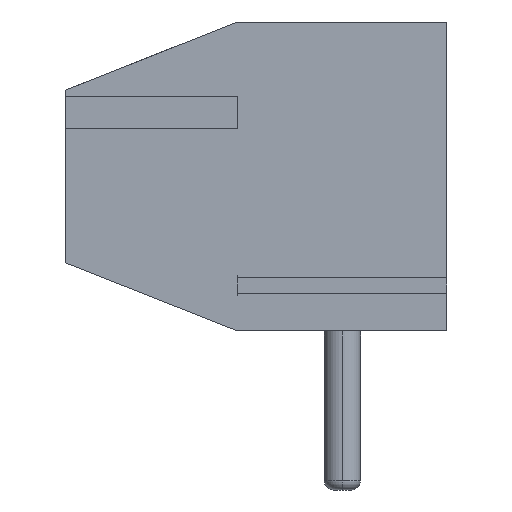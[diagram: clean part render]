
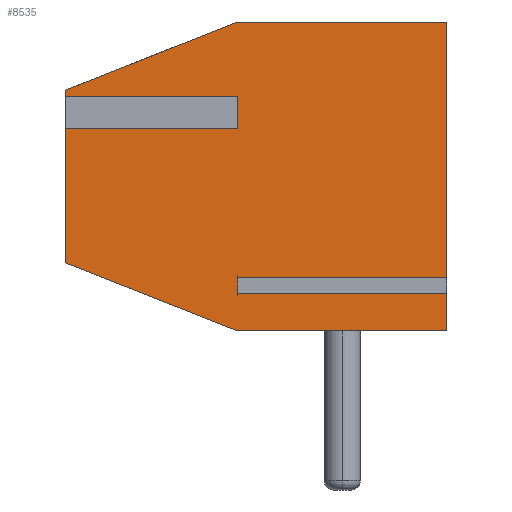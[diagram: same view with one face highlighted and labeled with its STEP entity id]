
A CAD part, left-side view. The second image highlights one B-rep face of the part: STEP entity #8535.
In plain terms, the highlighted planar face has unit normal (-1, 0, 0).
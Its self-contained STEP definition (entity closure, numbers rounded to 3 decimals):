
#112 = LINE ( 'NONE', #28786, #30153 ) ;
#434 = LINE ( 'NONE', #14762, #25273 ) ;
#488 = DIRECTION ( 'NONE',  ( 0., 0.93, 0.367 ) ) ;
#617 = ORIENTED_EDGE ( 'NONE', *, *, #12591, .T. ) ;
#703 = ORIENTED_EDGE ( 'NONE', *, *, #26672, .T. ) ;
#1286 = CARTESIAN_POINT ( 'NONE',  ( 0., 4.6, 0.832 ) ) ;
#1305 = ORIENTED_EDGE ( 'NONE', *, *, #24215, .T. ) ;
#1444 = VERTEX_POINT ( 'NONE', #41957 ) ;
#2260 = DIRECTION ( 'NONE',  ( 0., 0., -1. ) ) ;
#3124 = AXIS2_PLACEMENT_3D ( 'NONE', #30703, #6032, #2260 ) ;
#3430 = VERTEX_POINT ( 'NONE', #37500 ) ;
#4227 = LINE ( 'NONE', #32891, #14873 ) ;
#4646 = VERTEX_POINT ( 'NONE', #9049 ) ;
#4885 = ORIENTED_EDGE ( 'NONE', *, *, #26405, .F. ) ;
#5579 = ORIENTED_EDGE ( 'NONE', *, *, #32134, .F. ) ;
#5676 = CARTESIAN_POINT ( 'NONE',  ( 0., 0., 0. ) ) ;
#5750 = VECTOR ( 'NONE', #11437, 1000. ) ;
#6017 = VERTEX_POINT ( 'NONE', #29165 ) ;
#6032 = DIRECTION ( 'NONE',  ( 1., 0., 0. ) ) ;
#6246 = DIRECTION ( 'NONE',  ( 0., -1., 0. ) ) ;
#6287 = DIRECTION ( 'NONE',  ( 0., 0., 1. ) ) ;
#6643 = CARTESIAN_POINT ( 'NONE',  ( 0., 0., 6.8 ) ) ;
#6757 = CARTESIAN_POINT ( 'NONE',  ( 0., 0., 6.8 ) ) ;
#8535 = ADVANCED_FACE ( 'NONE', ( #34659 ), #19693, .F. ) ;
#8713 = VECTOR ( 'NONE', #42214, 1000. ) ;
#8772 = LINE ( 'NONE', #16039, #28826 ) ;
#8786 = VERTEX_POINT ( 'NONE', #5676 ) ;
#8798 = VERTEX_POINT ( 'NONE', #28727 ) ;
#9021 = EDGE_CURVE ( 'NONE', #29487, #3430, #112, .T. ) ;
#9049 = CARTESIAN_POINT ( 'NONE',  ( 0., 0., 0.832 ) ) ;
#9332 = CARTESIAN_POINT ( 'NONE',  ( 0., 4.6, 4.968 ) ) ;
#9800 = LINE ( 'NONE', #6757, #31324 ) ;
#10394 = VECTOR ( 'NONE', #6246, 1000. ) ;
#11094 = EDGE_CURVE ( 'NONE', #1444, #34296, #39813, .T. ) ;
#11437 = DIRECTION ( 'NONE',  ( 0., 0., 1. ) ) ;
#11525 = LINE ( 'NONE', #11977, #23513 ) ;
#11604 = DIRECTION ( 'NONE',  ( 0., 0., 1. ) ) ;
#11903 = ORIENTED_EDGE ( 'NONE', *, *, #45072, .F. ) ;
#11977 = CARTESIAN_POINT ( 'NONE',  ( 0., 8.4, 1.5 ) ) ;
#12591 = EDGE_CURVE ( 'NONE', #34296, #23433, #41989, .T. ) ;
#12605 = CARTESIAN_POINT ( 'NONE',  ( 0., 8.4, 0. ) ) ;
#12951 = VECTOR ( 'NONE', #11604, 1000. ) ;
#13413 = CARTESIAN_POINT ( 'NONE',  ( 0., 0., 6.8 ) ) ;
#14733 = CARTESIAN_POINT ( 'NONE',  ( 0., 8.4, 4.968 ) ) ;
#14762 = CARTESIAN_POINT ( 'NONE',  ( 0., 8.4, 6.8 ) ) ;
#14873 = VECTOR ( 'NONE', #27603, 1000. ) ;
#15204 = CARTESIAN_POINT ( 'NONE',  ( 0., 8.4, 1.5 ) ) ;
#15225 = CARTESIAN_POINT ( 'NONE',  ( 0., 4.6, 4.632 ) ) ;
#15385 = CARTESIAN_POINT ( 'NONE',  ( 0., 4.6, 6.8 ) ) ;
#16039 = CARTESIAN_POINT ( 'NONE',  ( 0., 8.4, 5.3 ) ) ;
#16420 = CARTESIAN_POINT ( 'NONE',  ( 0., 4.6, 4.968 ) ) ;
#17505 = VERTEX_POINT ( 'NONE', #40167 ) ;
#17897 = CARTESIAN_POINT ( 'NONE',  ( 0., 4.6, 1.168 ) ) ;
#18048 = DIRECTION ( 'NONE',  ( 0., -1., 0. ) ) ;
#18595 = LINE ( 'NONE', #32912, #38550 ) ;
#18620 = VECTOR ( 'NONE', #33649, 1000. ) ;
#19693 = PLANE ( 'NONE',  #3124 ) ;
#19759 = EDGE_CURVE ( 'NONE', #3430, #25725, #23534, .T. ) ;
#20666 = CARTESIAN_POINT ( 'NONE',  ( 0., 8.4, 4.632 ) ) ;
#21153 = ORIENTED_EDGE ( 'NONE', *, *, #29936, .T. ) ;
#21768 = EDGE_CURVE ( 'NONE', #24923, #23433, #41719, .T. ) ;
#23137 = EDGE_CURVE ( 'NONE', #34492, #24923, #18595, .T. ) ;
#23433 = VERTEX_POINT ( 'NONE', #15225 ) ;
#23513 = VECTOR ( 'NONE', #488, 1000. ) ;
#23534 = LINE ( 'NONE', #13413, #39578 ) ;
#24215 = EDGE_CURVE ( 'NONE', #8786, #4646, #9800, .T. ) ;
#24923 = VERTEX_POINT ( 'NONE', #36859 ) ;
#25273 = VECTOR ( 'NONE', #18048, 1000. ) ;
#25725 = VERTEX_POINT ( 'NONE', #6643 ) ;
#26229 = VECTOR ( 'NONE', #45462, 1000. ) ;
#26405 = EDGE_CURVE ( 'NONE', #17505, #4646, #4227, .T. ) ;
#26672 = EDGE_CURVE ( 'NONE', #8798, #8786, #41660, .T. ) ;
#27517 = ORIENTED_EDGE ( 'NONE', *, *, #19759, .T. ) ;
#27603 = DIRECTION ( 'NONE',  ( 0., -1., 0. ) ) ;
#28727 = CARTESIAN_POINT ( 'NONE',  ( 0., 4.6, 0. ) ) ;
#28786 = CARTESIAN_POINT ( 'NONE',  ( 0., 4.6, 1.168 ) ) ;
#28826 = VECTOR ( 'NONE', #39995, 1000. ) ;
#29051 = EDGE_CURVE ( 'NONE', #29287, #25725, #434, .T. ) ;
#29165 = CARTESIAN_POINT ( 'NONE',  ( 0., 8.4, 5.3 ) ) ;
#29287 = VERTEX_POINT ( 'NONE', #15385 ) ;
#29487 = VERTEX_POINT ( 'NONE', #17897 ) ;
#29913 = CARTESIAN_POINT ( 'NONE',  ( 0., 8.4, 6.8 ) ) ;
#29936 = EDGE_CURVE ( 'NONE', #17505, #29487, #43545, .T. ) ;
#30153 = VECTOR ( 'NONE', #43034, 1000. ) ;
#30555 = DIRECTION ( 'NONE',  ( 0., 0., 1. ) ) ;
#30703 = CARTESIAN_POINT ( 'NONE',  ( 0., 8.4, 6.8 ) ) ;
#31324 = VECTOR ( 'NONE', #6287, 1000. ) ;
#32134 = EDGE_CURVE ( 'NONE', #6017, #29287, #8772, .T. ) ;
#32891 = CARTESIAN_POINT ( 'NONE',  ( 0., 4.6, 0.832 ) ) ;
#32912 = CARTESIAN_POINT ( 'NONE',  ( 0., 8.4, 6.8 ) ) ;
#33649 = DIRECTION ( 'NONE',  ( 0., -1., 0. ) ) ;
#34296 = VERTEX_POINT ( 'NONE', #9332 ) ;
#34492 = VERTEX_POINT ( 'NONE', #15204 ) ;
#34659 = FACE_OUTER_BOUND ( 'NONE', #43039, .T. ) ;
#34857 = ORIENTED_EDGE ( 'NONE', *, *, #23137, .F. ) ;
#35864 = ORIENTED_EDGE ( 'NONE', *, *, #9021, .T. ) ;
#36162 = DIRECTION ( 'NONE',  ( 0., 0., 1. ) ) ;
#36217 = LINE ( 'NONE', #29913, #12951 ) ;
#36646 = ORIENTED_EDGE ( 'NONE', *, *, #39197, .F. ) ;
#36859 = CARTESIAN_POINT ( 'NONE',  ( 0., 8.4, 4.632 ) ) ;
#37246 = ORIENTED_EDGE ( 'NONE', *, *, #29051, .F. ) ;
#37500 = CARTESIAN_POINT ( 'NONE',  ( 0., 0., 1.168 ) ) ;
#38550 = VECTOR ( 'NONE', #36162, 1000. ) ;
#39197 = EDGE_CURVE ( 'NONE', #1444, #6017, #36217, .T. ) ;
#39578 = VECTOR ( 'NONE', #30555, 1000. ) ;
#39813 = LINE ( 'NONE', #14733, #18620 ) ;
#39995 = DIRECTION ( 'NONE',  ( 0., -0.93, 0.367 ) ) ;
#40167 = CARTESIAN_POINT ( 'NONE',  ( 0., 4.6, 0.832 ) ) ;
#41660 = LINE ( 'NONE', #12605, #10394 ) ;
#41719 = LINE ( 'NONE', #20666, #26229 ) ;
#41957 = CARTESIAN_POINT ( 'NONE',  ( 0., 8.4, 4.968 ) ) ;
#41989 = LINE ( 'NONE', #16420, #8713 ) ;
#42214 = DIRECTION ( 'NONE',  ( 0., 0., -1. ) ) ;
#42685 = ORIENTED_EDGE ( 'NONE', *, *, #21768, .F. ) ;
#43034 = DIRECTION ( 'NONE',  ( 0., -1., 0. ) ) ;
#43039 = EDGE_LOOP ( 'NONE', ( #35864, #27517, #37246, #5579, #36646, #43844, #617, #42685, #34857, #11903, #703, #1305, #4885, #21153 ) ) ;
#43545 = LINE ( 'NONE', #1286, #5750 ) ;
#43844 = ORIENTED_EDGE ( 'NONE', *, *, #11094, .T. ) ;
#45072 = EDGE_CURVE ( 'NONE', #8798, #34492, #11525, .T. ) ;
#45462 = DIRECTION ( 'NONE',  ( 0., -1., 0. ) ) ;
